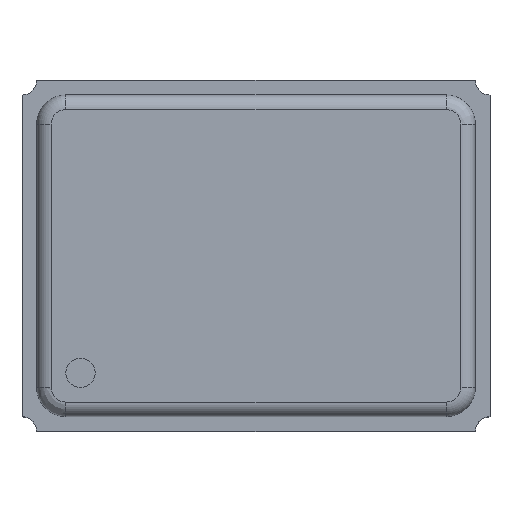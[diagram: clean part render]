
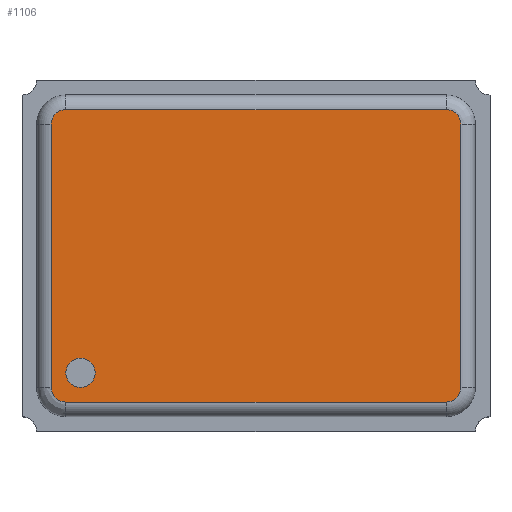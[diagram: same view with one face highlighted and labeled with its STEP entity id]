
A CAD part, top view. The second image highlights one B-rep face of the part: STEP entity #1106.
In plain terms, the highlighted planar face has unit normal (0, 0, 1).
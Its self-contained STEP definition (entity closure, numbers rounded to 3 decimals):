
#893 = VERTEX_POINT('',#894);
#894 = CARTESIAN_POINT('',(-0.65,0.5,0.6));
#901 = EDGE_CURVE('',#893,#902,#904,.T.);
#902 = VERTEX_POINT('',#903);
#903 = CARTESIAN_POINT('',(0.65,0.5,0.6));
#904 = LINE('',#905,#906);
#905 = CARTESIAN_POINT('',(-0.65,0.5,0.6));
#906 = VECTOR('',#907,1.);
#907 = DIRECTION('',(1.,0.,0.));
#928 = VERTEX_POINT('',#929);
#929 = CARTESIAN_POINT('',(0.7,0.45,0.6));
#936 = EDGE_CURVE('',#902,#928,#937,.T.);
#937 = CIRCLE('',#938,0.05);
#938 = AXIS2_PLACEMENT_3D('',#939,#940,#941);
#939 = CARTESIAN_POINT('',(0.65,0.45,0.6));
#940 = DIRECTION('',(0.,0.,-1.));
#941 = DIRECTION('',(0.,1.,0.));
#959 = EDGE_CURVE('',#928,#960,#962,.T.);
#960 = VERTEX_POINT('',#961);
#961 = CARTESIAN_POINT('',(0.7,-0.45,0.6));
#962 = LINE('',#963,#964);
#963 = CARTESIAN_POINT('',(0.7,0.45,0.6));
#964 = VECTOR('',#965,1.);
#965 = DIRECTION('',(0.,-1.,0.));
#986 = VERTEX_POINT('',#987);
#987 = CARTESIAN_POINT('',(0.65,-0.5,0.6));
#994 = EDGE_CURVE('',#960,#986,#995,.T.);
#995 = CIRCLE('',#996,0.05);
#996 = AXIS2_PLACEMENT_3D('',#997,#998,#999);
#997 = CARTESIAN_POINT('',(0.65,-0.45,0.6));
#998 = DIRECTION('',(0.,0.,-1.));
#999 = DIRECTION('',(1.,0.,0.));
#1010 = EDGE_CURVE('',#986,#1011,#1013,.T.);
#1011 = VERTEX_POINT('',#1012);
#1012 = CARTESIAN_POINT('',(-0.65,-0.5,0.6));
#1013 = LINE('',#1014,#1015);
#1014 = CARTESIAN_POINT('',(0.65,-0.5,0.6));
#1015 = VECTOR('',#1016,1.);
#1016 = DIRECTION('',(-1.,0.,0.));
#1037 = VERTEX_POINT('',#1038);
#1038 = CARTESIAN_POINT('',(-0.7,-0.45,0.6));
#1045 = EDGE_CURVE('',#1011,#1037,#1046,.T.);
#1046 = CIRCLE('',#1047,0.05);
#1047 = AXIS2_PLACEMENT_3D('',#1048,#1049,#1050);
#1048 = CARTESIAN_POINT('',(-0.65,-0.45,0.6));
#1049 = DIRECTION('',(0.,0.,-1.));
#1050 = DIRECTION('',(0.,-1.,0.));
#1068 = EDGE_CURVE('',#1037,#1069,#1071,.T.);
#1069 = VERTEX_POINT('',#1070);
#1070 = CARTESIAN_POINT('',(-0.7,0.45,0.6));
#1071 = LINE('',#1072,#1073);
#1072 = CARTESIAN_POINT('',(-0.7,-0.45,0.6));
#1073 = VECTOR('',#1074,1.);
#1074 = DIRECTION('',(0.,1.,0.));
#1095 = EDGE_CURVE('',#1069,#893,#1096,.T.);
#1096 = CIRCLE('',#1097,0.05);
#1097 = AXIS2_PLACEMENT_3D('',#1098,#1099,#1100);
#1098 = CARTESIAN_POINT('',(-0.65,0.45,0.6));
#1099 = DIRECTION('',(0.,0.,-1.));
#1100 = DIRECTION('',(-1.,0.,-0.));
#1106 = ADVANCED_FACE('',(#1107,#1117),#1128,.F.);
#1107 = FACE_BOUND('',#1108,.F.);
#1108 = EDGE_LOOP('',(#1109,#1110,#1111,#1112,#1113,#1114,#1115,#1116));
#1109 = ORIENTED_EDGE('',*,*,#1068,.T.);
#1110 = ORIENTED_EDGE('',*,*,#1095,.T.);
#1111 = ORIENTED_EDGE('',*,*,#901,.T.);
#1112 = ORIENTED_EDGE('',*,*,#936,.T.);
#1113 = ORIENTED_EDGE('',*,*,#959,.T.);
#1114 = ORIENTED_EDGE('',*,*,#994,.T.);
#1115 = ORIENTED_EDGE('',*,*,#1010,.T.);
#1116 = ORIENTED_EDGE('',*,*,#1045,.T.);
#1117 = FACE_BOUND('',#1118,.F.);
#1118 = EDGE_LOOP('',(#1119));
#1119 = ORIENTED_EDGE('',*,*,#1120,.T.);
#1120 = EDGE_CURVE('',#1121,#1121,#1123,.T.);
#1121 = VERTEX_POINT('',#1122);
#1122 = CARTESIAN_POINT('',(-0.55,-0.4,0.6));
#1123 = CIRCLE('',#1124,0.05);
#1124 = AXIS2_PLACEMENT_3D('',#1125,#1126,#1127);
#1125 = CARTESIAN_POINT('',(-0.6,-0.4,0.6));
#1126 = DIRECTION('',(0.,0.,1.));
#1127 = DIRECTION('',(1.,0.,0.));
#1128 = PLANE('',#1129);
#1129 = AXIS2_PLACEMENT_3D('',#1130,#1131,#1132);
#1130 = CARTESIAN_POINT('',(0.,0.,0.6));
#1131 = DIRECTION('',(-0.,-0.,-1.));
#1132 = DIRECTION('',(-1.,0.,0.));
